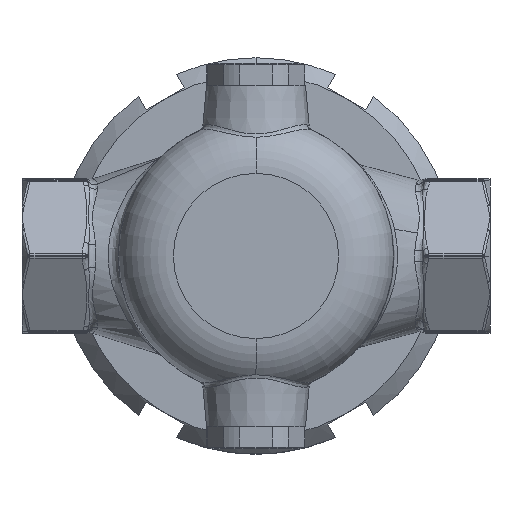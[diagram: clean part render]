
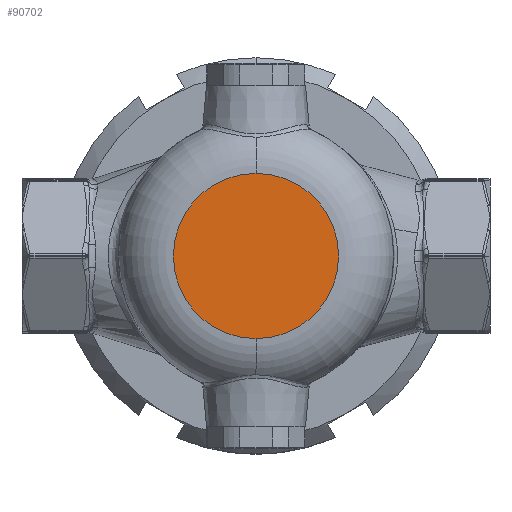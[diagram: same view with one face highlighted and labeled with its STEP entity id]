
A CAD part, front view. The second image highlights one B-rep face of the part: STEP entity #90702.
In plain terms, the highlighted planar face has unit normal (0, -1, 0).
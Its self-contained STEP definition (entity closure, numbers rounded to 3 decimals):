
#8028 = FACE_OUTER_BOUND ( 'NONE', #25989, .T. ) ;
#12880 = CARTESIAN_POINT ( 'NONE',  ( 0., -32., 0. ) ) ;
#20147 = DIRECTION ( 'NONE',  ( 0., 0., -1. ) ) ;
#20506 = VERTEX_POINT ( 'NONE', #64713 ) ;
#21849 = PLANE ( 'NONE',  #34492 ) ;
#23234 = CIRCLE ( 'NONE', #74550, 15. ) ;
#25989 = EDGE_LOOP ( 'NONE', ( #55766, #63250 ) ) ;
#34492 = AXIS2_PLACEMENT_3D ( 'NONE', #37558, #87968, #44798 ) ;
#37558 = CARTESIAN_POINT ( 'NONE',  ( 0., -32., -15. ) ) ;
#41642 = CARTESIAN_POINT ( 'NONE',  ( 0., -32., 0. ) ) ;
#44798 = DIRECTION ( 'NONE',  ( 0., 0., 1. ) ) ;
#48851 = DIRECTION ( 'NONE',  ( 0., 0., -1. ) ) ;
#52296 = VERTEX_POINT ( 'NONE', #72930 ) ;
#55766 = ORIENTED_EDGE ( 'NONE', *, *, #60909, .F. ) ;
#60909 = EDGE_CURVE ( 'NONE', #52296, #20506, #23234, .T. ) ;
#63250 = ORIENTED_EDGE ( 'NONE', *, *, #83104, .F. ) ;
#63379 = DIRECTION ( 'NONE',  ( 0., 1., 0. ) ) ;
#64713 = CARTESIAN_POINT ( 'NONE',  ( 0., -32., 15. ) ) ;
#67202 = AXIS2_PLACEMENT_3D ( 'NONE', #12880, #63379, #20147 ) ;
#72930 = CARTESIAN_POINT ( 'NONE',  ( 0., -32., -15. ) ) ;
#74550 = AXIS2_PLACEMENT_3D ( 'NONE', #41642, #92064, #48851 ) ;
#80819 = CIRCLE ( 'NONE', #67202, 15. ) ;
#83104 = EDGE_CURVE ( 'NONE', #20506, #52296, #80819, .T. ) ;
#87968 = DIRECTION ( 'NONE',  ( 0., -1., 0. ) ) ;
#90702 = ADVANCED_FACE ( 'NONE', ( #8028 ), #21849, .T. ) ;
#92064 = DIRECTION ( 'NONE',  ( 0., 1., 0. ) ) ;
